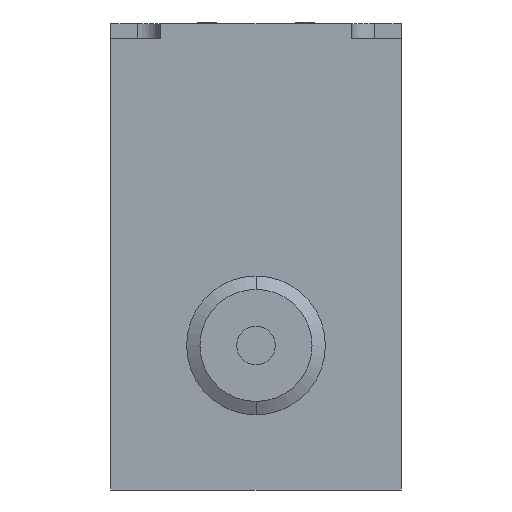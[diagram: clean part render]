
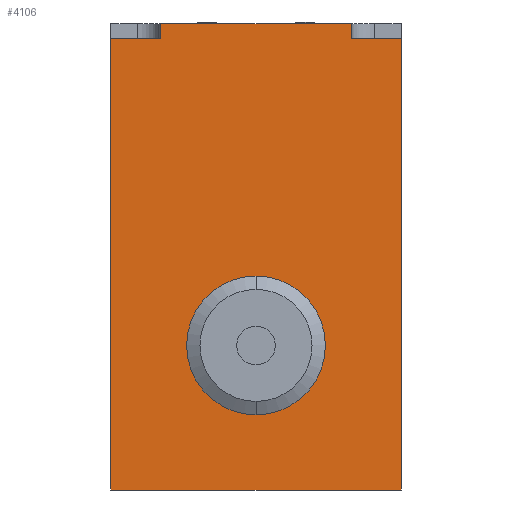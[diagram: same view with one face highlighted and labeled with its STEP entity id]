
A CAD part, front view. The second image highlights one B-rep face of the part: STEP entity #4106.
In plain terms, the highlighted planar face has unit normal (0, -1, 0).
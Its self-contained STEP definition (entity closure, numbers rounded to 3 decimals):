
#31 = LINE ( 'NONE', #165, #2688 ) ;
#67 = ORIENTED_EDGE ( 'NONE', *, *, #3098, .F. ) ;
#78 = DIRECTION ( 'NONE',  ( 1., 0., 0. ) ) ;
#107 = DIRECTION ( 'NONE',  ( 0., 0., 1. ) ) ;
#113 = EDGE_LOOP ( 'NONE', ( #1577, #5301 ) ) ;
#164 = DIRECTION ( 'NONE',  ( 0., 1., 0. ) ) ;
#165 = CARTESIAN_POINT ( 'NONE',  ( 18.85, -24., -18.75 ) ) ;
#179 = VERTEX_POINT ( 'NONE', #2625 ) ;
#222 = CARTESIAN_POINT ( 'NONE',  ( 18.85, -24., 39.75 ) ) ;
#244 = DIRECTION ( 'NONE',  ( 0., 0., 1. ) ) ;
#257 = DIRECTION ( 'NONE',  ( 1., 0., 0. ) ) ;
#304 = EDGE_CURVE ( 'NONE', #1269, #2714, #4202, .T. ) ;
#406 = VECTOR ( 'NONE', #5118, 1000. ) ;
#458 = VERTEX_POINT ( 'NONE', #1308 ) ;
#472 = LINE ( 'NONE', #5460, #406 ) ;
#671 = EDGE_CURVE ( 'NONE', #458, #2714, #31, .T. ) ;
#769 = CARTESIAN_POINT ( 'NONE',  ( 18.85, -24., 39.75 ) ) ;
#1010 = VECTOR ( 'NONE', #4948, 1000. ) ;
#1028 = CARTESIAN_POINT ( 'NONE',  ( 0., -24., 0. ) ) ;
#1084 = CIRCLE ( 'NONE', #3177, 9. ) ;
#1229 = CARTESIAN_POINT ( 'NONE',  ( 12.35, -24., 39.75 ) ) ;
#1231 = DIRECTION ( 'NONE',  ( 0., 0., 1. ) ) ;
#1269 = VERTEX_POINT ( 'NONE', #1229 ) ;
#1308 = CARTESIAN_POINT ( 'NONE',  ( 18.85, -24., -18.75 ) ) ;
#1331 = FACE_OUTER_BOUND ( 'NONE', #3530, .T. ) ;
#1420 = VERTEX_POINT ( 'NONE', #5059 ) ;
#1455 = CARTESIAN_POINT ( 'NONE',  ( -18.85, -24., 39.75 ) ) ;
#1477 = DIRECTION ( 'NONE',  ( 0., 0., 1. ) ) ;
#1512 = EDGE_CURVE ( 'NONE', #3581, #1645, #3501, .T. ) ;
#1577 = ORIENTED_EDGE ( 'NONE', *, *, #4642, .F. ) ;
#1628 = VECTOR ( 'NONE', #78, 1000. ) ;
#1645 = VERTEX_POINT ( 'NONE', #3369 ) ;
#1664 = VECTOR ( 'NONE', #257, 1000. ) ;
#1921 = DIRECTION ( 'NONE',  ( 0., 0., 1. ) ) ;
#1984 = EDGE_CURVE ( 'NONE', #2640, #179, #1084, .T. ) ;
#2022 = ORIENTED_EDGE ( 'NONE', *, *, #4284, .F. ) ;
#2032 = CARTESIAN_POINT ( 'NONE',  ( 0., -24., -9. ) ) ;
#2121 = VECTOR ( 'NONE', #107, 1000. ) ;
#2336 = CARTESIAN_POINT ( 'NONE',  ( -18.85, -24., 39.75 ) ) ;
#2381 = VERTEX_POINT ( 'NONE', #1455 ) ;
#2416 = CARTESIAN_POINT ( 'NONE',  ( -12.35, -24., 39.75 ) ) ;
#2419 = DIRECTION ( 'NONE',  ( 0., -1., 0. ) ) ;
#2517 = CARTESIAN_POINT ( 'NONE',  ( -12.35, -24., 41.75 ) ) ;
#2544 = CARTESIAN_POINT ( 'NONE',  ( -12.35, -24., 39.75 ) ) ;
#2625 = CARTESIAN_POINT ( 'NONE',  ( 0., -24., 9. ) ) ;
#2640 = VERTEX_POINT ( 'NONE', #2032 ) ;
#2688 = VECTOR ( 'NONE', #4024, 1000. ) ;
#2695 = CARTESIAN_POINT ( 'NONE',  ( -18.85, -24., -18.75 ) ) ;
#2714 = VERTEX_POINT ( 'NONE', #769 ) ;
#2756 = CARTESIAN_POINT ( 'NONE',  ( 0., -24., 0. ) ) ;
#2847 = AXIS2_PLACEMENT_3D ( 'NONE', #4286, #3817, #1231 ) ;
#3086 = CARTESIAN_POINT ( 'NONE',  ( 12.35, -24., 39.75 ) ) ;
#3090 = LINE ( 'NONE', #2416, #3510 ) ;
#3098 = EDGE_CURVE ( 'NONE', #2381, #3490, #3965, .T. ) ;
#3177 = AXIS2_PLACEMENT_3D ( 'NONE', #1028, #2419, #1921 ) ;
#3178 = EDGE_CURVE ( 'NONE', #2381, #1420, #472, .T. ) ;
#3369 = CARTESIAN_POINT ( 'NONE',  ( 12.35, -24., 41.75 ) ) ;
#3411 = ORIENTED_EDGE ( 'NONE', *, *, #5306, .T. ) ;
#3412 = ORIENTED_EDGE ( 'NONE', *, *, #304, .F. ) ;
#3459 = ORIENTED_EDGE ( 'NONE', *, *, #671, .T. ) ;
#3490 = VERTEX_POINT ( 'NONE', #2544 ) ;
#3501 = LINE ( 'NONE', #4811, #5539 ) ;
#3510 = VECTOR ( 'NONE', #244, 1000. ) ;
#3530 = EDGE_LOOP ( 'NONE', ( #3412, #3996, #4452, #2022, #67, #4879, #3411, #3459 ) ) ;
#3581 = VERTEX_POINT ( 'NONE', #2517 ) ;
#3817 = DIRECTION ( 'NONE',  ( 0., -1., 0. ) ) ;
#3965 = LINE ( 'NONE', #2336, #1010 ) ;
#3996 = ORIENTED_EDGE ( 'NONE', *, *, #4786, .T. ) ;
#4024 = DIRECTION ( 'NONE',  ( 0., 0., 1. ) ) ;
#4106 = ADVANCED_FACE ( 'NONE', ( #4340, #1331 ), #5491, .F. ) ;
#4202 = LINE ( 'NONE', #222, #1664 ) ;
#4284 = EDGE_CURVE ( 'NONE', #3490, #3581, #3090, .T. ) ;
#4286 = CARTESIAN_POINT ( 'NONE',  ( 0., -24., 0. ) ) ;
#4316 = LINE ( 'NONE', #2695, #1628 ) ;
#4340 = FACE_BOUND ( 'NONE', #113, .T. ) ;
#4452 = ORIENTED_EDGE ( 'NONE', *, *, #1512, .F. ) ;
#4552 = AXIS2_PLACEMENT_3D ( 'NONE', #2756, #164, #1477 ) ;
#4642 = EDGE_CURVE ( 'NONE', #179, #2640, #4934, .T. ) ;
#4786 = EDGE_CURVE ( 'NONE', #1269, #1645, #5063, .T. ) ;
#4811 = CARTESIAN_POINT ( 'NONE',  ( -18.85, -24., 41.75 ) ) ;
#4879 = ORIENTED_EDGE ( 'NONE', *, *, #3178, .T. ) ;
#4934 = CIRCLE ( 'NONE', #2847, 9. ) ;
#4948 = DIRECTION ( 'NONE',  ( 1., 0., 0. ) ) ;
#5059 = CARTESIAN_POINT ( 'NONE',  ( -18.85, -24., -18.75 ) ) ;
#5063 = LINE ( 'NONE', #3086, #2121 ) ;
#5118 = DIRECTION ( 'NONE',  ( 0., 0., -1. ) ) ;
#5182 = DIRECTION ( 'NONE',  ( 1., 0., 0. ) ) ;
#5301 = ORIENTED_EDGE ( 'NONE', *, *, #1984, .F. ) ;
#5306 = EDGE_CURVE ( 'NONE', #1420, #458, #4316, .T. ) ;
#5460 = CARTESIAN_POINT ( 'NONE',  ( -18.85, -24., -18.75 ) ) ;
#5491 = PLANE ( 'NONE',  #4552 ) ;
#5539 = VECTOR ( 'NONE', #5182, 1000. ) ;
